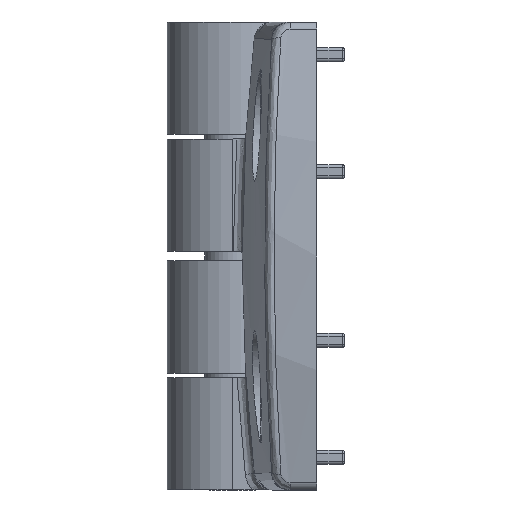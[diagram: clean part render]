
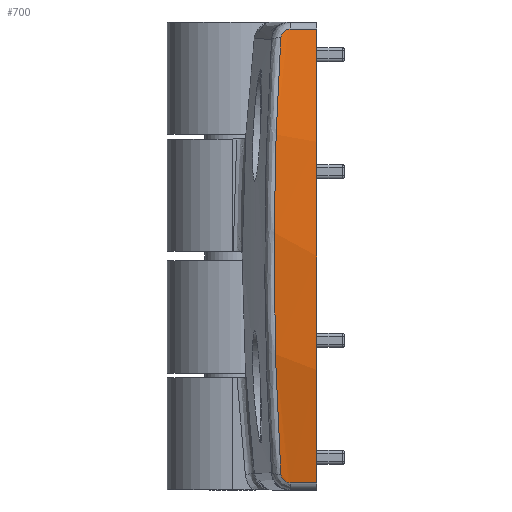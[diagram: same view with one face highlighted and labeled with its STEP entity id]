
A CAD part, left-side view. The second image highlights one B-rep face of the part: STEP entity #700.
In plain terms, the highlighted cylindrical face has radius 105.667 mm (diameter 211.333 mm), a partial arc.
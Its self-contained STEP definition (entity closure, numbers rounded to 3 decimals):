
#443=CARTESIAN_POINT('',(40.685,-9.0,49.229));
#444=VERTEX_POINT('',#443);
#452=CARTESIAN_POINT('',(40.685,-6.14,49.229));
#453=VERTEX_POINT('',#452);
#454=CARTESIAN_POINT('',(40.685,-9.0,49.229));
#455=DIRECTION('',(0.0,1.0,0.0));
#456=VECTOR('',#455,2.86);
#457=LINE('',#454,#456);
#458=EDGE_CURVE('',#444,#453,#457,.T.);
#504=CARTESIAN_POINT('',(40.9,-5.153,48.298));
#505=VERTEX_POINT('',#504);
#524=CARTESIAN_POINT('',(40.685,-6.14,49.229));
#525=CARTESIAN_POINT('',(40.685,-5.925,49.229));
#526=CARTESIAN_POINT('',(40.725,-5.422,49.058));
#527=CARTESIAN_POINT('',(40.836,-5.171,48.58));
#528=CARTESIAN_POINT('',(40.9,-5.153,48.298));
#529=B_SPLINE_CURVE_WITH_KNOTS('',3,(#524,#525,#526,#527,#528),.UNSPECIFIED.,.F.,.U.,(4,1,4),(0.0,0.065,0.151),.UNSPECIFIED.);
#530=EDGE_CURVE('',#453,#505,#529,.T.);
#561=CARTESIAN_POINT('',(40.9,-5.153,1.702));
#562=VERTEX_POINT('',#561);
#581=CARTESIAN_POINT('',(40.9,-5.153,48.298));
#582=CARTESIAN_POINT('',(42.87,-4.593,39.581));
#583=CARTESIAN_POINT('',(44.377,-4.205,23.851));
#584=CARTESIAN_POINT('',(42.377,-4.733,8.24));
#585=CARTESIAN_POINT('',(40.9,-5.153,1.702));
#586=B_SPLINE_CURVE_WITH_KNOTS('',3,(#581,#582,#583,#584,#585),.UNSPECIFIED.,.F.,.U.,(4,1,4),(0.,2.661,4.657),.UNSPECIFIED.);
#587=EDGE_CURVE('',#505,#562,#586,.T.);
#618=CARTESIAN_POINT('',(40.685,-6.14,0.771));
#619=VERTEX_POINT('',#618);
#638=CARTESIAN_POINT('',(40.9,-5.153,1.702));
#639=CARTESIAN_POINT('',(40.852,-5.167,1.491));
#640=CARTESIAN_POINT('',(40.74,-5.358,1.005));
#641=CARTESIAN_POINT('',(40.685,-5.853,0.771));
#642=CARTESIAN_POINT('',(40.685,-6.14,0.771));
#643=B_SPLINE_CURVE_WITH_KNOTS('',3,(#638,#639,#640,#641,#642),.UNSPECIFIED.,.F.,.U.,(4,1,4),(0.,0.065,0.151),.UNSPECIFIED.);
#644=EDGE_CURVE('',#562,#619,#643,.T.);
#654=CARTESIAN_POINT('',(40.685,-9.0,0.771));
#655=VERTEX_POINT('',#654);
#672=CARTESIAN_POINT('',(40.685,-6.14,0.771));
#673=DIRECTION('',(0.0,-1.0,0.0));
#674=VECTOR('',#673,2.86);
#675=LINE('',#672,#674);
#676=EDGE_CURVE('',#619,#655,#675,.T.);
#681=CARTESIAN_POINT('',(-62.167,-9.0,25.0));
#682=DIRECTION('',(0.0,1.0,0.0));
#683=DIRECTION('',(0.972,0.0,-0.237));
#684=AXIS2_PLACEMENT_3D('',#681,#682,#683);
#685=CYLINDRICAL_SURFACE('',#684,105.667);
#686=ORIENTED_EDGE('',*,*,#676,.F.);
#687=ORIENTED_EDGE('',*,*,#644,.F.);
#688=ORIENTED_EDGE('',*,*,#587,.F.);
#689=ORIENTED_EDGE('',*,*,#530,.F.);
#690=ORIENTED_EDGE('',*,*,#458,.F.);
#691=CARTESIAN_POINT('',(-62.167,-9.0,25.0));
#692=DIRECTION('',(0.0,-1.0,0.0));
#693=DIRECTION('',(0.972,0.0,-0.237));
#694=AXIS2_PLACEMENT_3D('',#691,#692,#693);
#695=CIRCLE('',#694,105.667);
#696=EDGE_CURVE('',#655,#444,#695,.T.);
#697=ORIENTED_EDGE('',*,*,#696,.F.);
#698=EDGE_LOOP('',(#686,#687,#688,#689,#690,#697));
#699=FACE_OUTER_BOUND('',#698,.T.);
#700=ADVANCED_FACE('',(#699),#685,.T.);
